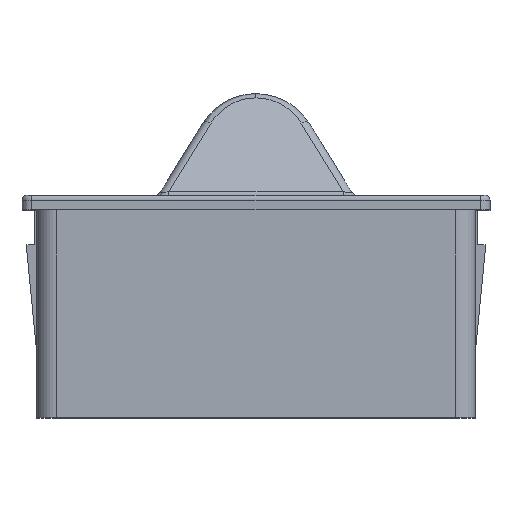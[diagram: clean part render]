
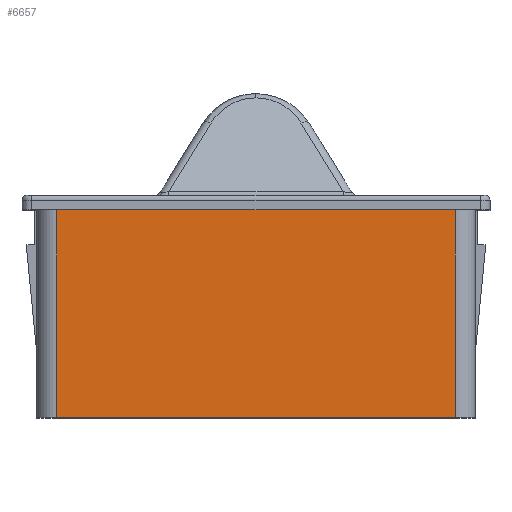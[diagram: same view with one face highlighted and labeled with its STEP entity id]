
A CAD part, top view. The second image highlights one B-rep face of the part: STEP entity #6657.
In plain terms, the highlighted planar face has unit normal (0, 0, 1).
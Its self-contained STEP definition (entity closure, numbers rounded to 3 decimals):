
#1133 = CARTESIAN_POINT ( 'NONE',  ( 42.4, 21., 60. ) ) ;
#1256 = FACE_OUTER_BOUND ( 'NONE', #15002, .T. ) ;
#1564 = LINE ( 'NONE', #8716, #24157 ) ;
#3638 = LINE ( 'NONE', #4305, #17712 ) ;
#3987 = VECTOR ( 'NONE', #17260, 1000. ) ;
#4039 = DIRECTION ( 'NONE',  ( -1., 0., 0. ) ) ;
#4305 = CARTESIAN_POINT ( 'NONE',  ( 44.4, 0., 60. ) ) ;
#6657 = ADVANCED_FACE ( 'NONE', ( #1256 ), #22696, .F. ) ;
#8307 = DIRECTION ( 'NONE',  ( 0., -1., 0. ) ) ;
#8716 = CARTESIAN_POINT ( 'NONE',  ( 22., 21., 60. ) ) ;
#9979 = CARTESIAN_POINT ( 'NONE',  ( 44.4, 12., 60. ) ) ;
#11051 = VERTEX_POINT ( 'NONE', #19742 ) ;
#12624 = CARTESIAN_POINT ( 'NONE',  ( 2., 0., 60. ) ) ;
#12921 = CARTESIAN_POINT ( 'NONE',  ( 42.4, 21., 60. ) ) ;
#13076 = ORIENTED_EDGE ( 'NONE', *, *, #17572, .T. ) ;
#14001 = DIRECTION ( 'NONE',  ( 0., 0., -1. ) ) ;
#14350 = EDGE_CURVE ( 'NONE', #20601, #11051, #1564, .T. ) ;
#14379 = EDGE_CURVE ( 'NONE', #14751, #27134, #3638, .T. ) ;
#14423 = CARTESIAN_POINT ( 'NONE',  ( 42.4, 0., 60. ) ) ;
#14711 = EDGE_CURVE ( 'NONE', #27134, #20601, #18750, .T. ) ;
#14751 = VERTEX_POINT ( 'NONE', #26197 ) ;
#15002 = EDGE_LOOP ( 'NONE', ( #17434, #17640, #17973, #13076 ) ) ;
#17260 = DIRECTION ( 'NONE',  ( 0., 1., 0. ) ) ;
#17434 = ORIENTED_EDGE ( 'NONE', *, *, #14379, .T. ) ;
#17572 = EDGE_CURVE ( 'NONE', #11051, #14751, #22693, .T. ) ;
#17640 = ORIENTED_EDGE ( 'NONE', *, *, #14711, .T. ) ;
#17712 = VECTOR ( 'NONE', #23745, 1000. ) ;
#17973 = ORIENTED_EDGE ( 'NONE', *, *, #14350, .T. ) ;
#18328 = AXIS2_PLACEMENT_3D ( 'NONE', #9979, #14001, #18493 ) ;
#18493 = DIRECTION ( 'NONE',  ( -1., 0., 0. ) ) ;
#18750 = LINE ( 'NONE', #12921, #3987 ) ;
#19742 = CARTESIAN_POINT ( 'NONE',  ( 2., 21., 60. ) ) ;
#20601 = VERTEX_POINT ( 'NONE', #1133 ) ;
#22693 = LINE ( 'NONE', #12624, #24365 ) ;
#22696 = PLANE ( 'NONE',  #18328 ) ;
#23745 = DIRECTION ( 'NONE',  ( 1., 0., 0. ) ) ;
#24157 = VECTOR ( 'NONE', #4039, 1000. ) ;
#24365 = VECTOR ( 'NONE', #8307, 1000. ) ;
#26197 = CARTESIAN_POINT ( 'NONE',  ( 2., 0., 60. ) ) ;
#27134 = VERTEX_POINT ( 'NONE', #14423 ) ;
